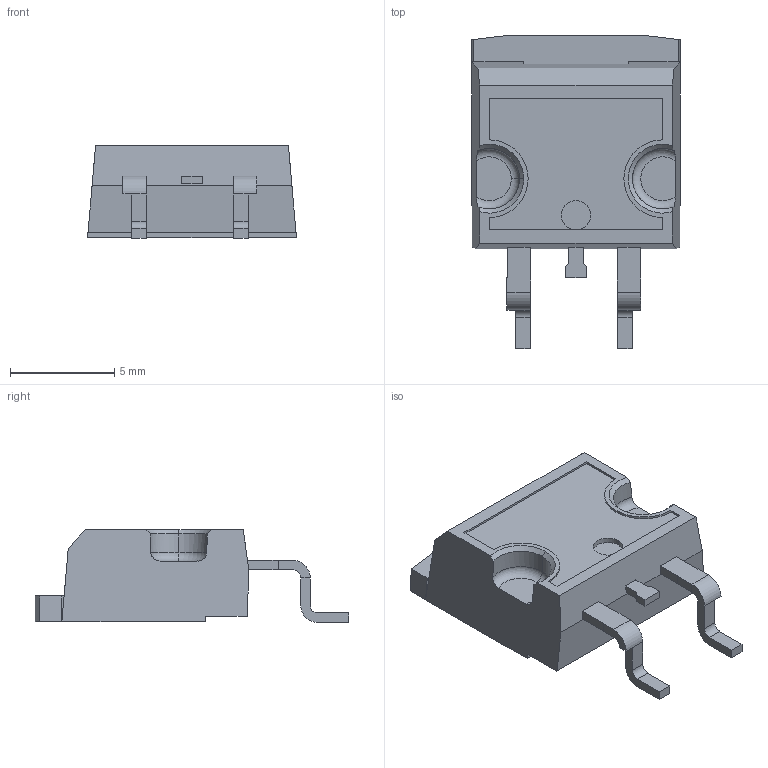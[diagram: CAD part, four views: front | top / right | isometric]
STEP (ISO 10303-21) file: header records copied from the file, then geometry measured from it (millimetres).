
FILE_DESCRIPTION (( 'STEP AP203' ), '1' );
FILE_NAME ('LD1085 D²PAK.STEP', '2021-02-18T06:47:40', ( 'Admin' ), ( '' ), 'SwSTEP 2.0', 'SolidWorks 2018', '' );
FILE_SCHEMA (( 'CONFIG_CONTROL_DESIGN' ));
Length unit declared in the file: millimetre
Products named in the file (1): LD1085 D²PAK
Bounding box: 10 x 15 x 4.43 mm (x, y, z)
Volume: 364.8 mm3; surface area: 589.3 mm2
Topology: 5 solids, 5 shells, 157 faces, 404 edges, 259 vertices
Faces by surface type: plane 131, cylinder 20, torus 3, cone 3
Entity records: 4767 total; most frequent: CARTESIAN_POINT 869, ORIENTED_EDGE 808, DIRECTION 756, EDGE_CURVE 404, LINE 344, VECTOR 344, VERTEX_POINT 259, AXIS2_PLACEMENT_3D 206
